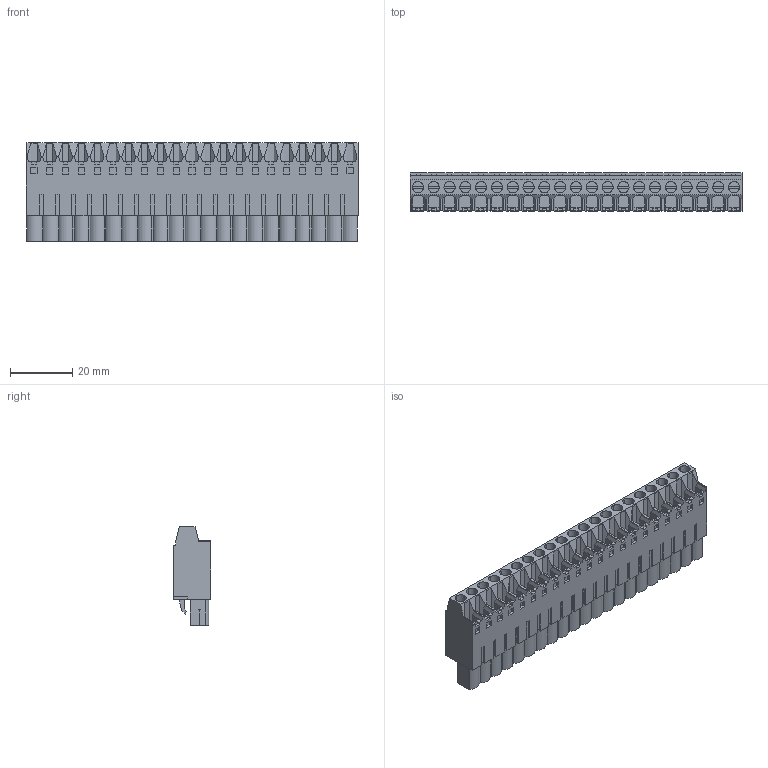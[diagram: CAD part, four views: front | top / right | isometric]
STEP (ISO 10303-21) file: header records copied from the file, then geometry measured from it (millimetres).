
FILE_DESCRIPTION(('CATIA V5 STEP Exchange','CAx-IF Rec.Pracs.--- Model Styling and Organization---1.2---2011-12-15'),'2;1');
FILE_NAME ('D1452505_0_1501460000_1501460000.stp','2017-06-21T12:55:58+00:00',('none'),('Weidmueller'),'CATIA Version 5-6 Release 2014','CATIA V5 STEP AP214','none');
FILE_SCHEMA(('AUTOMOTIVE_DESIGN { 1 0 10303 214 1 1 1 1 }'));
Length unit declared in the file: millimetre
Products named in the file (1): 1501460000
Bounding box: 106.68 x 12.2 x 31.8 mm (x, y, z)
Volume: 27172.5 mm3; surface area: 16279.3 mm2
Topology: 22 solids, 22 shells, 1555 faces, 4363 edges, 2939 vertices
Faces by surface type: plane 1408, cylinder 147
Entity records: 45304 total; most frequent: ORIENTED_EDGE 8726, CARTESIAN_POINT 8115, DIRECTION 5930, EDGE_CURVE 4363, VECTOR 3966, LINE 3966, VERTEX_POINT 2939, EDGE_LOOP 1642
